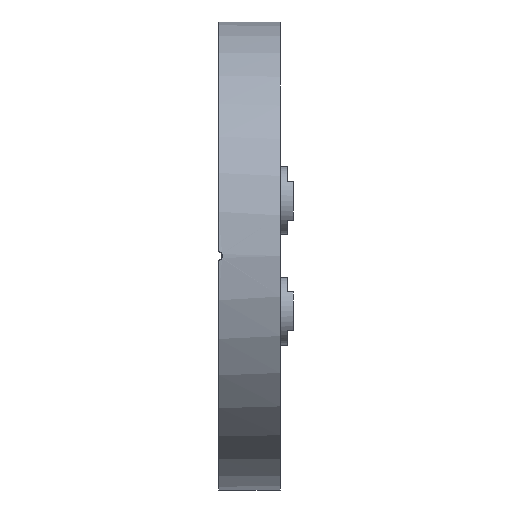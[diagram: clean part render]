
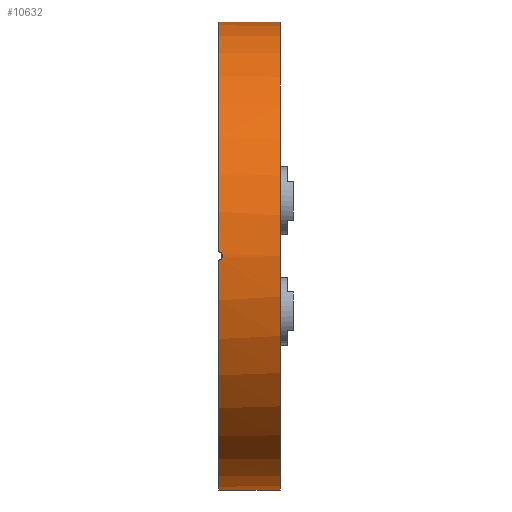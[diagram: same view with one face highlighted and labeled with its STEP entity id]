
A CAD part, left-side view. The second image highlights one B-rep face of the part: STEP entity #10632.
In plain terms, the highlighted cylindrical face has radius 57.15 mm (diameter 114.3 mm), a partial arc.
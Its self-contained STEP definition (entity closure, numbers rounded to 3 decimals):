
#210 = CIRCLE ( 'NONE', #993, 57.15 ) ;
#268 = EDGE_CURVE ( 'NONE', #10515, #7752, #12481, .T. ) ;
#575 = CARTESIAN_POINT ( 'NONE',  ( -57.147, -0.801, -0.613 ) ) ;
#733 = CARTESIAN_POINT ( 'NONE',  ( -57.15, -1., -0.13 ) ) ;
#993 = AXIS2_PLACEMENT_3D ( 'NONE', #2575, #3498, #9351 ) ;
#1032 = B_SPLINE_CURVE_WITH_KNOTS ( 'NONE', 3,
 ( #10052, #3405, #5346, #11013, #10262, #2560, #4525, #6370, #11386, #733, #10391, #2596, #575, #3524, #5426, #11346 ),
 .UNSPECIFIED., .F., .F.,
 ( 4, 2, 2, 2, 2, 2, 2, 4 ),
 ( 0., 0., 0.001, 0.001, 0.002, 0.002, 0.002, 0.003 ),
 .UNSPECIFIED. ) ;
#1045 = AXIS2_PLACEMENT_3D ( 'NONE', #11528, #1799, #8608 ) ;
#1240 = DIRECTION ( 'NONE',  ( 0., 1., 0. ) ) ;
#1341 = CARTESIAN_POINT ( 'NONE',  ( -57.141, 0., -1. ) ) ;
#1549 = VECTOR ( 'NONE', #1947, 1000. ) ;
#1783 = DIRECTION ( 'NONE',  ( 0., 1., 0. ) ) ;
#1799 = DIRECTION ( 'NONE',  ( 0., 1., 0. ) ) ;
#1947 = DIRECTION ( 'NONE',  ( 0., 1., 0. ) ) ;
#2123 = DIRECTION ( 'NONE',  ( 0., 0., 1. ) ) ;
#2560 = CARTESIAN_POINT ( 'NONE',  ( -57.147, -0.799, 0.615 ) ) ;
#2575 = CARTESIAN_POINT ( 'NONE',  ( 0., -15., 0. ) ) ;
#2596 = CARTESIAN_POINT ( 'NONE',  ( -57.148, -0.874, -0.503 ) ) ;
#2939 = AXIS2_PLACEMENT_3D ( 'NONE', #9144, #1240, #5248 ) ;
#2992 = VERTEX_POINT ( 'NONE', #10296 ) ;
#3405 = CARTESIAN_POINT ( 'NONE',  ( -57.141, -0.132, 1. ) ) ;
#3489 = FACE_OUTER_BOUND ( 'NONE', #5519, .T. ) ;
#3498 = DIRECTION ( 'NONE',  ( 0., 1., 0. ) ) ;
#3507 = ORIENTED_EDGE ( 'NONE', *, *, #9790, .F. ) ;
#3524 = CARTESIAN_POINT ( 'NONE',  ( -57.143, -0.521, -0.893 ) ) ;
#3811 = ORIENTED_EDGE ( 'NONE', *, *, #6525, .F. ) ;
#4046 = CIRCLE ( 'NONE', #4814, 57.15 ) ;
#4263 = EDGE_CURVE ( 'NONE', #12018, #7752, #4046, .T. ) ;
#4425 = CARTESIAN_POINT ( 'NONE',  ( -57.141, 0., 1. ) ) ;
#4525 = CARTESIAN_POINT ( 'NONE',  ( -57.148, -0.874, 0.503 ) ) ;
#4814 = AXIS2_PLACEMENT_3D ( 'NONE', #9934, #5010, #2123 ) ;
#4862 = ORIENTED_EDGE ( 'NONE', *, *, #6350, .T. ) ;
#5010 = DIRECTION ( 'NONE',  ( 0., 1., 0. ) ) ;
#5248 = DIRECTION ( 'NONE',  ( 0., 0., 1. ) ) ;
#5346 = CARTESIAN_POINT ( 'NONE',  ( -57.142, -0.262, 0.974 ) ) ;
#5394 = VERTEX_POINT ( 'NONE', #1341 ) ;
#5426 = CARTESIAN_POINT ( 'NONE',  ( -57.141, -0.264, -1. ) ) ;
#5519 = EDGE_LOOP ( 'NONE', ( #3811, #10749, #8811, #7927, #4862, #3507 ) ) ;
#6107 = EDGE_CURVE ( 'NONE', #2992, #10515, #210, .T. ) ;
#6350 = EDGE_CURVE ( 'NONE', #12018, #5394, #1032, .T. ) ;
#6370 = CARTESIAN_POINT ( 'NONE',  ( -57.15, -0.974, 0.263 ) ) ;
#6445 = CARTESIAN_POINT ( 'NONE',  ( 0., -15., 57.15 ) ) ;
#6525 = EDGE_CURVE ( 'NONE', #2992, #11147, #7073, .T. ) ;
#6834 = CARTESIAN_POINT ( 'NONE',  ( 0., -15., 57.15 ) ) ;
#7073 = LINE ( 'NONE', #11507, #7990 ) ;
#7752 = VERTEX_POINT ( 'NONE', #9538 ) ;
#7927 = ORIENTED_EDGE ( 'NONE', *, *, #4263, .F. ) ;
#7990 = VECTOR ( 'NONE', #1783, 1000. ) ;
#8170 = CIRCLE ( 'NONE', #2939, 57.15 ) ;
#8608 = DIRECTION ( 'NONE',  ( 0., 0., 1. ) ) ;
#8811 = ORIENTED_EDGE ( 'NONE', *, *, #268, .T. ) ;
#9144 = CARTESIAN_POINT ( 'NONE',  ( 0., 0., 0. ) ) ;
#9351 = DIRECTION ( 'NONE',  ( 0., 0., 1. ) ) ;
#9538 = CARTESIAN_POINT ( 'NONE',  ( 0., 0., 57.15 ) ) ;
#9790 = EDGE_CURVE ( 'NONE', #11147, #5394, #8170, .T. ) ;
#9934 = CARTESIAN_POINT ( 'NONE',  ( 0., 0., 0. ) ) ;
#10052 = CARTESIAN_POINT ( 'NONE',  ( -57.141, 0., 1. ) ) ;
#10262 = CARTESIAN_POINT ( 'NONE',  ( -57.144, -0.615, 0.799 ) ) ;
#10296 = CARTESIAN_POINT ( 'NONE',  ( 0., -15., -57.15 ) ) ;
#10303 = CYLINDRICAL_SURFACE ( 'NONE', #1045, 57.15 ) ;
#10391 = CARTESIAN_POINT ( 'NONE',  ( -57.15, -0.974, -0.261 ) ) ;
#10515 = VERTEX_POINT ( 'NONE', #6445 ) ;
#10632 = ADVANCED_FACE ( 'NONE', ( #3489 ), #10303, .T. ) ;
#10749 = ORIENTED_EDGE ( 'NONE', *, *, #6107, .T. ) ;
#11013 = CARTESIAN_POINT ( 'NONE',  ( -57.143, -0.504, 0.874 ) ) ;
#11147 = VERTEX_POINT ( 'NONE', #11677 ) ;
#11346 = CARTESIAN_POINT ( 'NONE',  ( -57.141, 0., -1. ) ) ;
#11386 = CARTESIAN_POINT ( 'NONE',  ( -57.15, -1., 0.131 ) ) ;
#11507 = CARTESIAN_POINT ( 'NONE',  ( 0., -15., -57.15 ) ) ;
#11528 = CARTESIAN_POINT ( 'NONE',  ( 0., -15., 0. ) ) ;
#11677 = CARTESIAN_POINT ( 'NONE',  ( 0., 0., -57.15 ) ) ;
#12018 = VERTEX_POINT ( 'NONE', #4425 ) ;
#12481 = LINE ( 'NONE', #6834, #1549 ) ;
